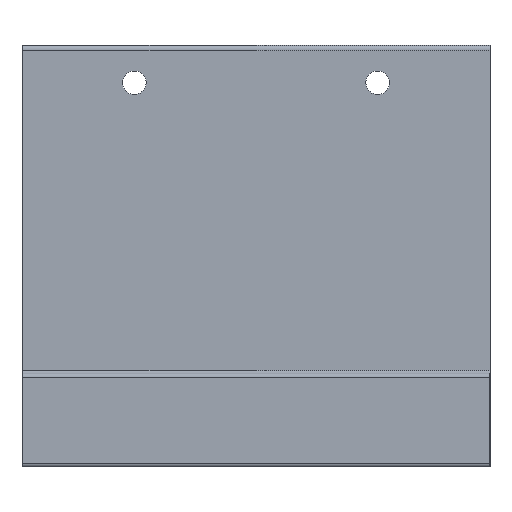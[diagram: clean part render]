
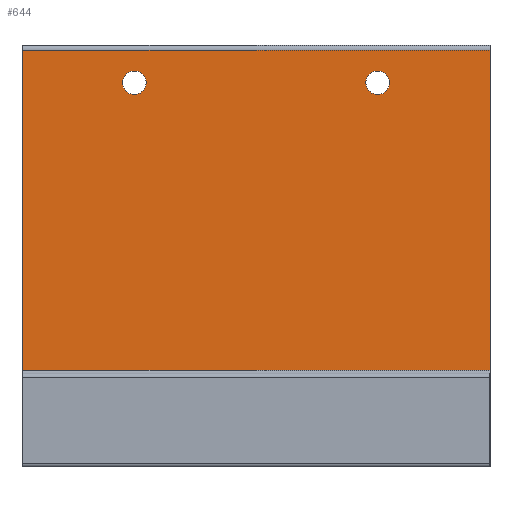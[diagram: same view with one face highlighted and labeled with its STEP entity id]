
A CAD part, left-side view. The second image highlights one B-rep face of the part: STEP entity #644.
In plain terms, the highlighted planar face has unit normal (-1, 0, 0).
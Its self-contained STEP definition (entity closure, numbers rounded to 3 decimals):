
#23=FACE_BOUND('',#110,.T.);
#24=FACE_BOUND('',#111,.T.);
#40=PLANE('',#723);
#67=FACE_OUTER_BOUND('',#109,.T.);
#109=EDGE_LOOP('',(#520,#521,#522,#523));
#110=EDGE_LOOP('',(#524));
#111=EDGE_LOOP('',(#525));
#159=LINE('',#1055,#211);
#167=LINE('',#1077,#219);
#169=LINE('',#1081,#221);
#170=LINE('',#1082,#222);
#211=VECTOR('',#858,10.);
#219=VECTOR('',#880,10.);
#221=VECTOR('',#884,10.);
#222=VECTOR('',#885,10.);
#253=CIRCLE('',#697,1.265);
#257=CIRCLE('',#704,1.265);
#291=VERTEX_POINT('',#990);
#295=VERTEX_POINT('',#1003);
#317=VERTEX_POINT('',#1052);
#318=VERTEX_POINT('',#1054);
#325=VERTEX_POINT('',#1075);
#326=VERTEX_POINT('',#1080);
#359=EDGE_CURVE('',#291,#291,#253,.T.);
#365=EDGE_CURVE('',#295,#295,#257,.T.);
#389=EDGE_CURVE('',#317,#318,#159,.T.);
#400=EDGE_CURVE('',#325,#317,#167,.T.);
#402=EDGE_CURVE('',#326,#325,#169,.T.);
#403=EDGE_CURVE('',#318,#326,#170,.T.);
#520=ORIENTED_EDGE('',*,*,#400,.F.);
#521=ORIENTED_EDGE('',*,*,#402,.F.);
#522=ORIENTED_EDGE('',*,*,#403,.F.);
#523=ORIENTED_EDGE('',*,*,#389,.F.);
#524=ORIENTED_EDGE('',*,*,#359,.T.);
#525=ORIENTED_EDGE('',*,*,#365,.T.);
#644=ADVANCED_FACE('',(#67,#23,#24),#40,.T.);
#697=AXIS2_PLACEMENT_3D('',#992,#803,#804);
#704=AXIS2_PLACEMENT_3D('',#1005,#819,#820);
#723=AXIS2_PLACEMENT_3D('',#1079,#882,#883);
#803=DIRECTION('center_axis',(1.,0.,0.));
#804=DIRECTION('ref_axis',(0.,1.,0.));
#819=DIRECTION('center_axis',(1.,0.,0.));
#820=DIRECTION('ref_axis',(0.,1.,0.));
#858=DIRECTION('',(0.,0.,1.));
#880=DIRECTION('',(0.,1.,0.));
#882=DIRECTION('center_axis',(-1.,0.,0.));
#883=DIRECTION('ref_axis',(0.,0.,1.));
#884=DIRECTION('',(0.,0.,-1.));
#885=DIRECTION('',(0.,-1.,0.));
#990=CARTESIAN_POINT('',(-9.,11.736,41.));
#992=CARTESIAN_POINT('Origin',(-9.,13.,41.));
#1003=CARTESIAN_POINT('',(-9.,-14.265,41.));
#1005=CARTESIAN_POINT('Origin',(-9.,-13.,41.));
#1052=CARTESIAN_POINT('',(-9.,25.,10.3));
#1054=CARTESIAN_POINT('',(-9.,25.,44.5));
#1055=CARTESIAN_POINT('',(-9.,25.,10.));
#1075=CARTESIAN_POINT('',(-9.,-25.,10.3));
#1077=CARTESIAN_POINT('',(-9.,0.,10.3));
#1079=CARTESIAN_POINT('Origin',(-9.,0.,10.));
#1080=CARTESIAN_POINT('',(-9.,-25.,44.5));
#1081=CARTESIAN_POINT('',(-9.,-25.,10.));
#1082=CARTESIAN_POINT('',(-9.,0.,44.5));
